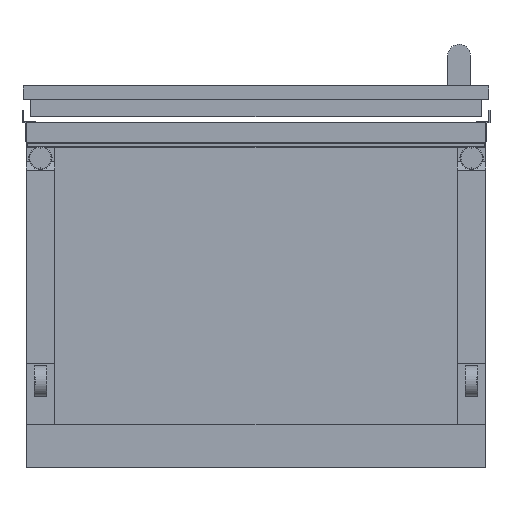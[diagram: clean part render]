
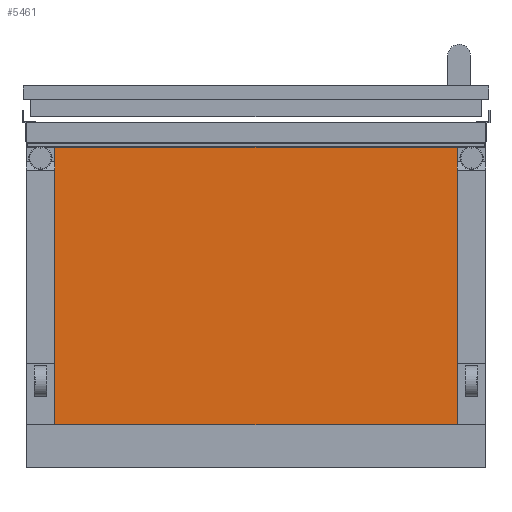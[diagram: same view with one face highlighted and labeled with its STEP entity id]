
A CAD part, front view. The second image highlights one B-rep face of the part: STEP entity #5461.
In plain terms, the highlighted planar face has unit normal (0, -1, 0).
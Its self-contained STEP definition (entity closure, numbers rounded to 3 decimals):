
#229 = ORIENTED_EDGE ( 'NONE', *, *, #4068, .T. ) ;
#233 = EDGE_CURVE ( 'NONE', #4896, #8883, #8423, .T. ) ;
#290 = LINE ( 'NONE', #8659, #6428 ) ;
#694 = EDGE_CURVE ( 'NONE', #7072, #4896, #290, .T. ) ;
#1024 = CARTESIAN_POINT ( 'NONE',  ( 1073.5, -1025.85, -210.4 ) ) ;
#1164 = LINE ( 'NONE', #3301, #4107 ) ;
#1587 = CARTESIAN_POINT ( 'NONE',  ( 420.5, -1025.85, 240. ) ) ;
#1905 = ORIENTED_EDGE ( 'NONE', *, *, #5043, .T. ) ;
#2250 = CARTESIAN_POINT ( 'NONE',  ( 1073.5, -1025.85, -280. ) ) ;
#2537 = CARTESIAN_POINT ( 'NONE',  ( 420.5, -1025.85, -210.4 ) ) ;
#2544 = CARTESIAN_POINT ( 'NONE',  ( 1073.5, -1025.85, 240. ) ) ;
#2727 = VERTEX_POINT ( 'NONE', #1024 ) ;
#2908 = CARTESIAN_POINT ( 'NONE',  ( 1073.5, -1025.85, -280. ) ) ;
#3281 = LINE ( 'NONE', #2250, #9652 ) ;
#3301 = CARTESIAN_POINT ( 'NONE',  ( 1120.5, -1025.85, -210.4 ) ) ;
#4068 = EDGE_CURVE ( 'NONE', #2727, #8883, #3281, .T. ) ;
#4107 = VECTOR ( 'NONE', #6492, 1000. ) ;
#4204 = AXIS2_PLACEMENT_3D ( 'NONE', #2908, #7681, #5209 ) ;
#4896 = VERTEX_POINT ( 'NONE', #1587 ) ;
#5043 = EDGE_CURVE ( 'NONE', #7072, #2727, #1164, .T. ) ;
#5209 = DIRECTION ( 'NONE',  ( 0., 0., 1. ) ) ;
#5417 = CARTESIAN_POINT ( 'NONE',  ( 1073.5, -1025.85, 240. ) ) ;
#5461 = ADVANCED_FACE ( 'NONE', ( #9370 ), #7540, .F. ) ;
#6217 = DIRECTION ( 'NONE',  ( 1., 0., 0. ) ) ;
#6428 = VECTOR ( 'NONE', #9372, 1000. ) ;
#6492 = DIRECTION ( 'NONE',  ( 1., 0., 0. ) ) ;
#7072 = VERTEX_POINT ( 'NONE', #2537 ) ;
#7360 = EDGE_LOOP ( 'NONE', ( #7391, #1905, #229, #9626 ) ) ;
#7391 = ORIENTED_EDGE ( 'NONE', *, *, #694, .F. ) ;
#7540 = PLANE ( 'NONE',  #4204 ) ;
#7681 = DIRECTION ( 'NONE',  ( 0., 1., 0. ) ) ;
#8423 = LINE ( 'NONE', #5417, #9401 ) ;
#8496 = DIRECTION ( 'NONE',  ( 0., 0., 1. ) ) ;
#8659 = CARTESIAN_POINT ( 'NONE',  ( 420.5, -1025.85, -280. ) ) ;
#8883 = VERTEX_POINT ( 'NONE', #2544 ) ;
#9370 = FACE_OUTER_BOUND ( 'NONE', #7360, .T. ) ;
#9372 = DIRECTION ( 'NONE',  ( 0., 0., 1. ) ) ;
#9401 = VECTOR ( 'NONE', #6217, 1000. ) ;
#9626 = ORIENTED_EDGE ( 'NONE', *, *, #233, .F. ) ;
#9652 = VECTOR ( 'NONE', #8496, 1000. ) ;
